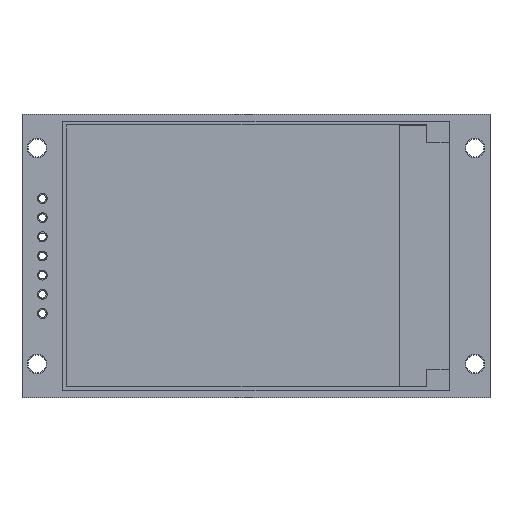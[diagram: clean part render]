
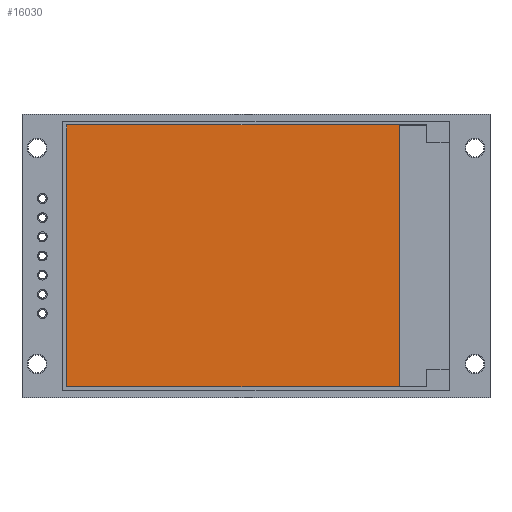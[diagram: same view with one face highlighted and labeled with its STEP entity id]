
A CAD part, top view. The second image highlights one B-rep face of the part: STEP entity #16030.
In plain terms, the highlighted planar face has unit normal (0, 0, 1).
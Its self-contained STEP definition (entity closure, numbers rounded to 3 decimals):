
#2666=FACE_OUTER_BOUND('',#3632,.T.);
#3632=EDGE_LOOP('',(#14822,#14823,#14824,#14825));
#4881=LINE('',#31790,#6171);
#4883=LINE('',#31796,#6173);
#4886=LINE('',#31801,#6176);
#4920=LINE('',#31867,#6210);
#6171=VECTOR('',#18567,10.);
#6173=VECTOR('',#18571,10.);
#6176=VECTOR('',#18576,10.);
#6210=VECTOR('',#18632,10.);
#7750=VERTEX_POINT('',#31783);
#7753=VERTEX_POINT('',#31788);
#7754=VERTEX_POINT('',#31792);
#7756=VERTEX_POINT('',#31795);
#10087=EDGE_CURVE('',#7750,#7753,#4881,.T.);
#10089=EDGE_CURVE('',#7756,#7754,#4883,.T.);
#10092=EDGE_CURVE('',#7753,#7756,#4886,.T.);
#10126=EDGE_CURVE('',#7754,#7750,#4920,.T.);
#14822=ORIENTED_EDGE('',*,*,#10089,.T.);
#14823=ORIENTED_EDGE('',*,*,#10126,.T.);
#14824=ORIENTED_EDGE('',*,*,#10087,.T.);
#14825=ORIENTED_EDGE('',*,*,#10092,.T.);
#15164=PLANE('',#16480);
#16030=ADVANCED_FACE('',(#2666),#15164,.T.);
#16480=AXIS2_PLACEMENT_3D('',#31874,#18640,#18641);
#18567=DIRECTION('',(-1.,0.,0.));
#18571=DIRECTION('',(1.,0.,0.));
#18576=DIRECTION('',(0.,-1.,0.));
#18632=DIRECTION('',(0.,1.,0.));
#18640=DIRECTION('center_axis',(0.,0.,1.));
#18641=DIRECTION('ref_axis',(1.,0.,0.));
#31783=CARTESIAN_POINT('',(50.,36.1,4.3));
#31788=CARTESIAN_POINT('',(5.9,36.1,4.3));
#31790=CARTESIAN_POINT('',(42.3,36.1,4.3));
#31792=CARTESIAN_POINT('',(50.,1.4,4.3));
#31795=CARTESIAN_POINT('',(5.9,1.4,4.3));
#31796=CARTESIAN_POINT('',(18.45,1.4,4.3));
#31801=CARTESIAN_POINT('',(5.9,27.425,4.3));
#31867=CARTESIAN_POINT('',(50.,10.075,4.3));
#31874=CARTESIAN_POINT('Origin',(31.,18.75,4.3));
